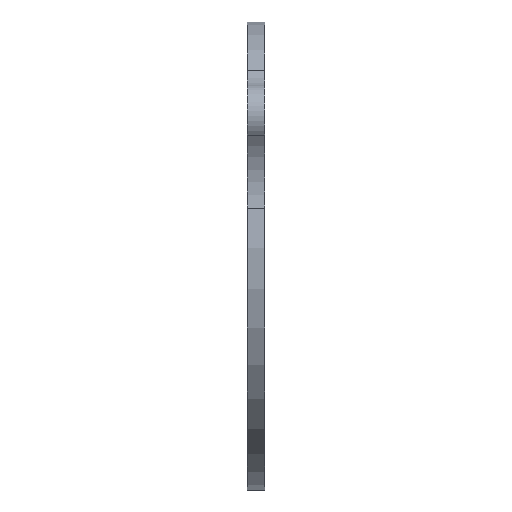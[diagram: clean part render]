
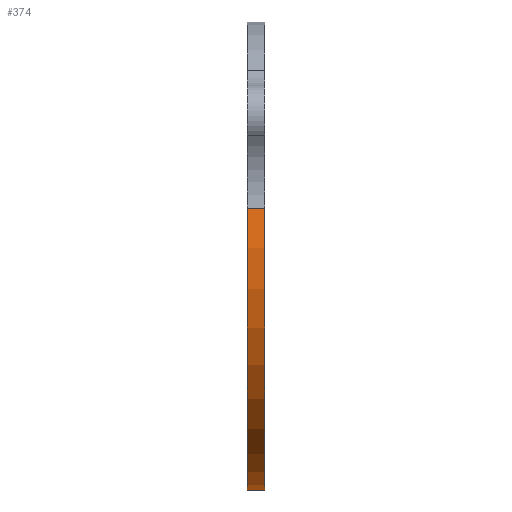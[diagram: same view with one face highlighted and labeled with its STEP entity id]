
A CAD part, top view. The second image highlights one B-rep face of the part: STEP entity #374.
In plain terms, the highlighted cylindrical face has radius 81 mm (diameter 162 mm), a partial arc.
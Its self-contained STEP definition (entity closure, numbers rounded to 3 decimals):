
#4 = VERTEX_POINT ( 'NONE', #383 ) ;
#24 = EDGE_CURVE ( 'NONE', #569, #1114, #824, .T. ) ;
#27 = EDGE_CURVE ( 'NONE', #4, #1114, #146, .T. ) ;
#37 = CARTESIAN_POINT ( 'NONE',  ( 0., 0., 0. ) ) ;
#44 = AXIS2_PLACEMENT_3D ( 'NONE', #979, #1325, #618 ) ;
#146 = LINE ( 'NONE', #595, #926 ) ;
#174 = EDGE_CURVE ( 'NONE', #616, #4, #1147, .T. ) ;
#190 = CYLINDRICAL_SURFACE ( 'NONE', #44, 81. ) ;
#266 = DIRECTION ( 'NONE',  ( 1., 0., 0. ) ) ;
#286 = CARTESIAN_POINT ( 'NONE',  ( -6., 16.444, 79.313 ) ) ;
#347 = DIRECTION ( 'NONE',  ( 1., 0., 0. ) ) ;
#356 = AXIS2_PLACEMENT_3D ( 'NONE', #668, #347, #1449 ) ;
#374 = ADVANCED_FACE ( 'NONE', ( #1337 ), #190, .T. ) ;
#383 = CARTESIAN_POINT ( 'NONE',  ( -6., -55.537, -58.963 ) ) ;
#400 = AXIS2_PLACEMENT_3D ( 'NONE', #37, #266, #708 ) ;
#487 = DIRECTION ( 'NONE',  ( 1., 0., 0. ) ) ;
#517 = ORIENTED_EDGE ( 'NONE', *, *, #27, .T. ) ;
#569 = VERTEX_POINT ( 'NONE', #1155 ) ;
#595 = CARTESIAN_POINT ( 'NONE',  ( -6., -55.537, -58.963 ) ) ;
#616 = VERTEX_POINT ( 'NONE', #286 ) ;
#618 = DIRECTION ( 'NONE',  ( 0., 0., -1. ) ) ;
#668 = CARTESIAN_POINT ( 'NONE',  ( -6., 0., 0. ) ) ;
#708 = DIRECTION ( 'NONE',  ( 0., 0., -1. ) ) ;
#824 = CIRCLE ( 'NONE', #400, 81. ) ;
#896 = ORIENTED_EDGE ( 'NONE', *, *, #24, .F. ) ;
#920 = CARTESIAN_POINT ( 'NONE',  ( -6., 16.444, 79.313 ) ) ;
#926 = VECTOR ( 'NONE', #487, 1000. ) ;
#971 = ORIENTED_EDGE ( 'NONE', *, *, #174, .T. ) ;
#979 = CARTESIAN_POINT ( 'NONE',  ( -6., 0., 0. ) ) ;
#992 = CARTESIAN_POINT ( 'NONE',  ( 0., -55.537, -58.963 ) ) ;
#1018 = EDGE_LOOP ( 'NONE', ( #896, #1218, #971, #517 ) ) ;
#1114 = VERTEX_POINT ( 'NONE', #992 ) ;
#1129 = DIRECTION ( 'NONE',  ( -1., 0., 0. ) ) ;
#1147 = CIRCLE ( 'NONE', #356, 81. ) ;
#1155 = CARTESIAN_POINT ( 'NONE',  ( 0., 16.444, 79.313 ) ) ;
#1218 = ORIENTED_EDGE ( 'NONE', *, *, #1245, .T. ) ;
#1245 = EDGE_CURVE ( 'NONE', #569, #616, #1365, .T. ) ;
#1324 = VECTOR ( 'NONE', #1129, 1000. ) ;
#1325 = DIRECTION ( 'NONE',  ( 1., 0., 0. ) ) ;
#1337 = FACE_OUTER_BOUND ( 'NONE', #1018, .T. ) ;
#1365 = LINE ( 'NONE', #920, #1324 ) ;
#1449 = DIRECTION ( 'NONE',  ( 0., 0., -1. ) ) ;
